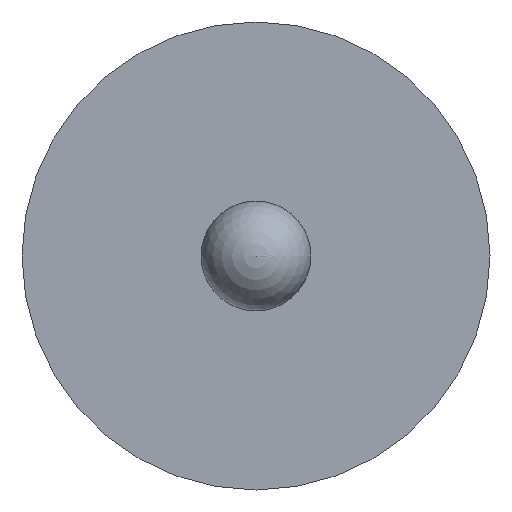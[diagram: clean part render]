
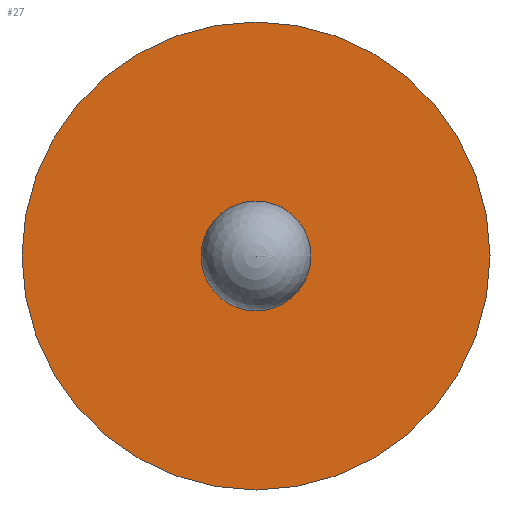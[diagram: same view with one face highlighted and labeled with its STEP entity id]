
A CAD part, front view. The second image highlights one B-rep face of the part: STEP entity #27.
In plain terms, the highlighted planar face has unit normal (0, -1, 0).
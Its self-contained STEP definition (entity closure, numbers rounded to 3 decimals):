
#2 = DIRECTION ( 'NONE',  ( 0., -1., 0. ) ) ;
#13 = EDGE_LOOP ( 'NONE', ( #548, #185 ) ) ;
#15 = VERTEX_POINT ( 'NONE', #333 ) ;
#27 = ADVANCED_FACE ( 'NONE', ( #110, #565 ), #408, .F. ) ;
#32 = CARTESIAN_POINT ( 'NONE',  ( 0., 0., 0. ) ) ;
#54 = DIRECTION ( 'NONE',  ( 0., 1., 0. ) ) ;
#56 = CIRCLE ( 'NONE', #382, 0.215 ) ;
#75 = CIRCLE ( 'NONE', #489, 0.915 ) ;
#83 = DIRECTION ( 'NONE',  ( 0., -1., 0. ) ) ;
#98 = EDGE_LOOP ( 'NONE', ( #226, #388 ) ) ;
#110 = FACE_BOUND ( 'NONE', #98, .T. ) ;
#119 = CIRCLE ( 'NONE', #279, 0.215 ) ;
#176 = EDGE_CURVE ( 'NONE', #15, #187, #56, .T. ) ;
#178 = DIRECTION ( 'NONE',  ( 0., 0., -1. ) ) ;
#185 = ORIENTED_EDGE ( 'NONE', *, *, #216, .F. ) ;
#187 = VERTEX_POINT ( 'NONE', #477 ) ;
#210 = EDGE_CURVE ( 'NONE', #293, #378, #75, .T. ) ;
#214 = DIRECTION ( 'NONE',  ( 0., 0., 1. ) ) ;
#216 = EDGE_CURVE ( 'NONE', #378, #293, #297, .T. ) ;
#226 = ORIENTED_EDGE ( 'NONE', *, *, #429, .F. ) ;
#237 = DIRECTION ( 'NONE',  ( 0., 1., 0. ) ) ;
#241 = CARTESIAN_POINT ( 'NONE',  ( 0., 0., 0.915 ) ) ;
#269 = CARTESIAN_POINT ( 'NONE',  ( 0., 0., 0. ) ) ;
#271 = AXIS2_PLACEMENT_3D ( 'NONE', #513, #546, #418 ) ;
#279 = AXIS2_PLACEMENT_3D ( 'NONE', #379, #83, #592 ) ;
#293 = VERTEX_POINT ( 'NONE', #481 ) ;
#297 = CIRCLE ( 'NONE', #463, 0.915 ) ;
#333 = CARTESIAN_POINT ( 'NONE',  ( 0., 0., -0.215 ) ) ;
#339 = CARTESIAN_POINT ( 'NONE',  ( 0., 0., 0. ) ) ;
#378 = VERTEX_POINT ( 'NONE', #241 ) ;
#379 = CARTESIAN_POINT ( 'NONE',  ( 0., 0., 0. ) ) ;
#382 = AXIS2_PLACEMENT_3D ( 'NONE', #32, #2, #178 ) ;
#388 = ORIENTED_EDGE ( 'NONE', *, *, #176, .F. ) ;
#408 = PLANE ( 'NONE',  #271 ) ;
#418 = DIRECTION ( 'NONE',  ( 0., 0., 1. ) ) ;
#429 = EDGE_CURVE ( 'NONE', #187, #15, #119, .T. ) ;
#440 = DIRECTION ( 'NONE',  ( 0., 0., 1. ) ) ;
#463 = AXIS2_PLACEMENT_3D ( 'NONE', #339, #237, #214 ) ;
#477 = CARTESIAN_POINT ( 'NONE',  ( 0., 0., 0.215 ) ) ;
#481 = CARTESIAN_POINT ( 'NONE',  ( 0., 0., -0.915 ) ) ;
#489 = AXIS2_PLACEMENT_3D ( 'NONE', #269, #54, #440 ) ;
#513 = CARTESIAN_POINT ( 'NONE',  ( 0., 0., 0. ) ) ;
#546 = DIRECTION ( 'NONE',  ( 0., 1., 0. ) ) ;
#548 = ORIENTED_EDGE ( 'NONE', *, *, #210, .F. ) ;
#565 = FACE_OUTER_BOUND ( 'NONE', #13, .T. ) ;
#592 = DIRECTION ( 'NONE',  ( 0., 0., -1. ) ) ;
